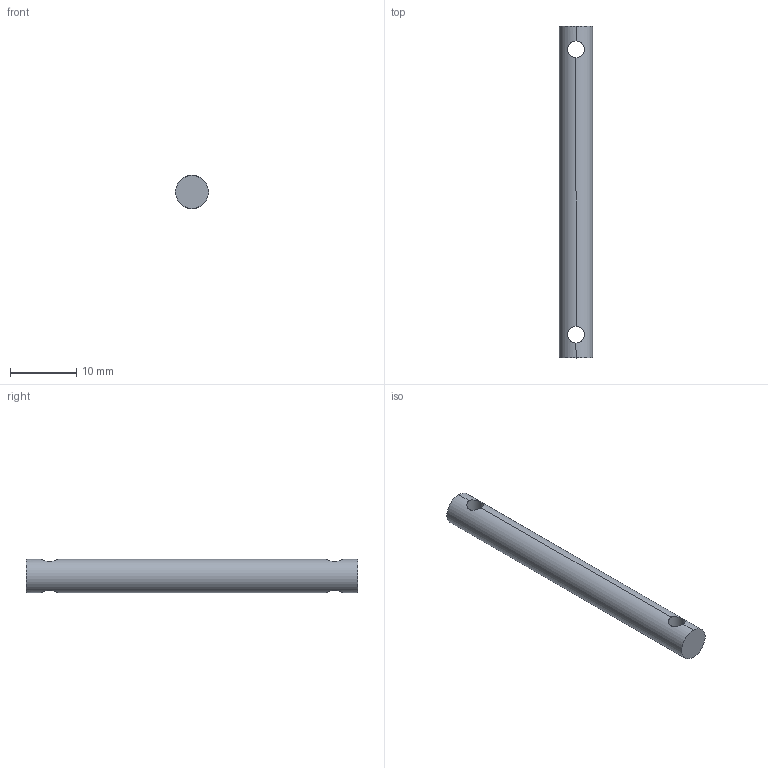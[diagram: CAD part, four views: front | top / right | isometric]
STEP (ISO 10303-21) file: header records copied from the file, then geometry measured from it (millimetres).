
FILE_DESCRIPTION (( 'STEP AP203' ), '1' );
FILE_NAME ('Part2_Varsayilan_sldprt.STEP', '2018-10-12T15:51:49', ( '' ), ( '' ), 'SwSTEP 2.0', 'SolidWorks 2017', '' );
FILE_SCHEMA (( 'CONFIG_CONTROL_DESIGN' ));
Length unit declared in the file: millimetre
Products named in the file (1): Part2_Varsayilan_sldprt
Bounding box: 5 x 50 x 5 mm (x, y, z)
Volume: 934.2 mm3; surface area: 877.7 mm2
Topology: 1 solids, 1 shells, 8 faces, 30 edges, 20 vertices
Faces by surface type: cylinder 6, plane 2
Entity records: 555 total; most frequent: CARTESIAN_POINT 243, ORIENTED_EDGE 60, DIRECTION 36, EDGE_CURVE 30, VERTEX_POINT 20, B_SPLINE_CURVE_WITH_KNOTS 16, AXIS2_PLACEMENT_3D 13, VECTOR 10
